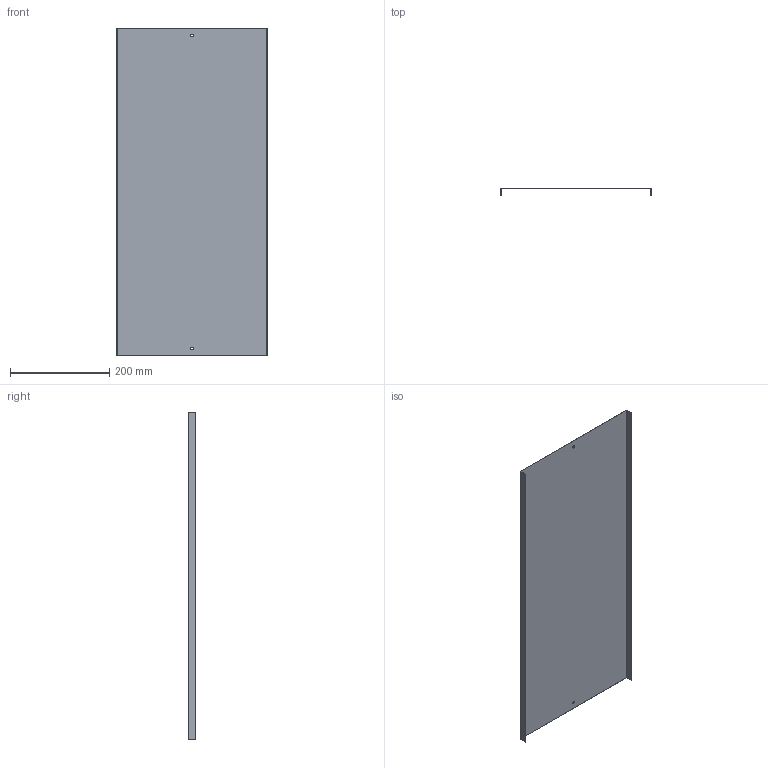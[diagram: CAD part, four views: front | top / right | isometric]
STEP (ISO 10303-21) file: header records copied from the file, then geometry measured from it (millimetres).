
FILE_DESCRIPTION (( 'STEP AP203' ), '1' );
FILE_NAME ('Êðûøêà íà îòâåòâèòåëü Ò-îáðàçíûé âåðòèêàëüíûé TDSA_38397.STEP', '2012-11-09T08:44:24', ( 'Àñååâ' ), ( '' ), 'SwSTEP 2.0', 'SolidWorks 2012', '' );
FILE_SCHEMA (( 'CONFIG_CONTROL_DESIGN' ));
Length unit declared in the file: millimetre
Products named in the file (1): Êðûøêà íà îòâåòâèòåëü Ò-îáðàçíûé âåðòèêàëüíûé TDSA_38397
Bounding box: 303.2 x 14.6 x 660 mm (x, y, z)
Volume: 131131.6 mm3; surface area: 438313.7 mm2
Topology: 1 solids, 1 shells, 12 faces, 31 edges, 21 vertices
Faces by surface type: plane 10, cylinder 2
Full cylindrical faces by diameter (mm): 5 x2
Entity records: 433 total; most frequent: CARTESIAN_POINT 61, DIRECTION 58, ORIENTED_EDGE 56, EDGE_CURVE 28, VECTOR 24, LINE 24, VERTEX_POINT 20, EDGE_LOOP 18
